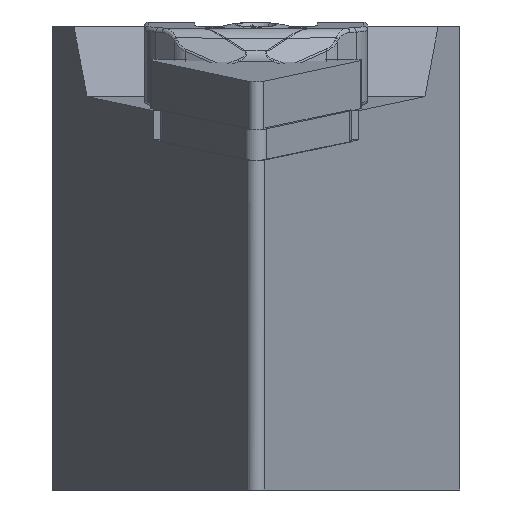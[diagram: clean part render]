
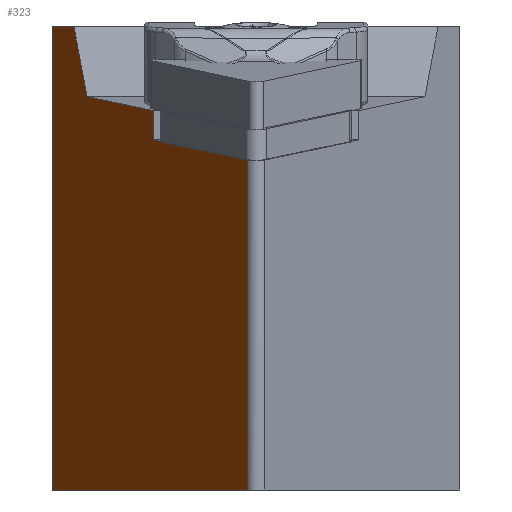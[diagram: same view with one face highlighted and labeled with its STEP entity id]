
A CAD part, left-side view. The second image highlights one B-rep face of the part: STEP entity #323.
In plain terms, the highlighted planar face has unit normal (-0.496, 0.866, -0.061).
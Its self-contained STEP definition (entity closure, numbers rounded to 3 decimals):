
#323=ADVANCED_FACE('',(#558),#489,.F.);
#489=PLANE('',#2919);
#558=FACE_OUTER_BOUND('',#719,.T.);
#719=EDGE_LOOP('',(#1375,#1376,#1377,#1378,#1379,#1380,#1381,#1382,#1383));
#882=LINE('',#4016,#1098);
#890=LINE('',#4034,#1106);
#894=LINE('',#4043,#1110);
#912=LINE('',#4078,#1128);
#914=LINE('',#4085,#1130);
#918=LINE('',#4095,#1134);
#919=LINE('',#4097,#1135);
#920=LINE('',#4098,#1136);
#921=LINE('',#4100,#1137);
#1098=VECTOR('',#3205,1.);
#1106=VECTOR('',#3217,1.);
#1110=VECTOR('',#3223,1.);
#1128=VECTOR('',#3251,1.);
#1130=VECTOR('',#3259,1.);
#1134=VECTOR('',#3267,1.);
#1135=VECTOR('',#3270,1.);
#1136=VECTOR('',#3271,1.);
#1137=VECTOR('',#3272,1.);
#1375=ORIENTED_EDGE('',*,*,#2394,.F.);
#1376=ORIENTED_EDGE('',*,*,#2434,.T.);
#1377=ORIENTED_EDGE('',*,*,#2428,.T.);
#1378=ORIENTED_EDGE('',*,*,#2407,.F.);
#1379=ORIENTED_EDGE('',*,*,#2425,.T.);
#1380=ORIENTED_EDGE('',*,*,#2433,.T.);
#1381=ORIENTED_EDGE('',*,*,#2435,.T.);
#1382=ORIENTED_EDGE('',*,*,#2436,.T.);
#1383=ORIENTED_EDGE('',*,*,#2403,.T.);
#2138=VERTEX_POINT('',#4015);
#2139=VERTEX_POINT('',#4017);
#2147=VERTEX_POINT('',#4035);
#2149=VERTEX_POINT('',#4041);
#2151=VERTEX_POINT('',#4044);
#2163=VERTEX_POINT('',#4079);
#2165=VERTEX_POINT('',#4086);
#2168=VERTEX_POINT('',#4094);
#2169=VERTEX_POINT('',#4099);
#2394=EDGE_CURVE('',#2138,#2139,#882,.T.);
#2403=EDGE_CURVE('',#2147,#2139,#890,.T.);
#2407=EDGE_CURVE('',#2149,#2151,#894,.T.);
#2425=EDGE_CURVE('',#2149,#2163,#912,.T.);
#2428=EDGE_CURVE('',#2165,#2151,#914,.T.);
#2433=EDGE_CURVE('',#2163,#2168,#918,.T.);
#2434=EDGE_CURVE('',#2138,#2165,#919,.T.);
#2435=EDGE_CURVE('',#2168,#2169,#920,.T.);
#2436=EDGE_CURVE('',#2169,#2147,#921,.T.);
#2919=AXIS2_PLACEMENT_3D('',#4101,#3273,#3274);
#3205=DIRECTION('',(-0.86,-0.5,-0.106));
#3217=DIRECTION('',(-0.122,0.,0.993));
#3223=DIRECTION('',(-0.122,0.,0.993));
#3251=DIRECTION('',(-0.868,-0.497,0.));
#3259=DIRECTION('',(0.868,0.497,0.));
#3267=DIRECTION('',(-0.122,0.,0.993));
#3270=DIRECTION('',(0.196,0.18,0.964));
#3271=DIRECTION('',(0.86,0.5,0.106));
#3272=DIRECTION('',(0.86,0.5,0.106));
#3273=DIRECTION('',(0.496,-0.866,0.061));
#3274=DIRECTION('',(0.868,0.497,0.));
#4015=CARTESIAN_POINT('',(30.443,16.599,-1.36));
#4016=CARTESIAN_POINT('',(3.396,0.866,-4.681));
#4017=CARTESIAN_POINT('',(19.177,10.046,-2.743));
#4034=CARTESIAN_POINT('',(58.978,10.046,-326.896));
#4035=CARTESIAN_POINT('',(19.528,10.046,-5.602));
#4041=CARTESIAN_POINT('',(41.122,20.,-40.));
#4043=CARTESIAN_POINT('',(76.091,20.,-324.795));
#4044=CARTESIAN_POINT('',(35.536,20.,5.5));
#4078=CARTESIAN_POINT('',(1.538,-2.684,-40.));
#4079=CARTESIAN_POINT('',(7.732,0.866,-40.));
#4085=CARTESIAN_POINT('',(0.157,-0.274,5.5));
#4086=CARTESIAN_POINT('',(31.838,17.881,5.5));
#4094=CARTESIAN_POINT('',(3.747,0.866,-7.54));
#4095=CARTESIAN_POINT('',(43.197,0.866,-328.834));
#4097=CARTESIAN_POINT('',(-31.523,-40.34,-305.929));
#4098=CARTESIAN_POINT('',(3.747,0.866,-7.54));
#4099=CARTESIAN_POINT('',(18.312,9.338,-5.751));
#4100=CARTESIAN_POINT('',(3.747,0.866,-7.54));
#4101=CARTESIAN_POINT('',(43.197,0.866,-328.834));
